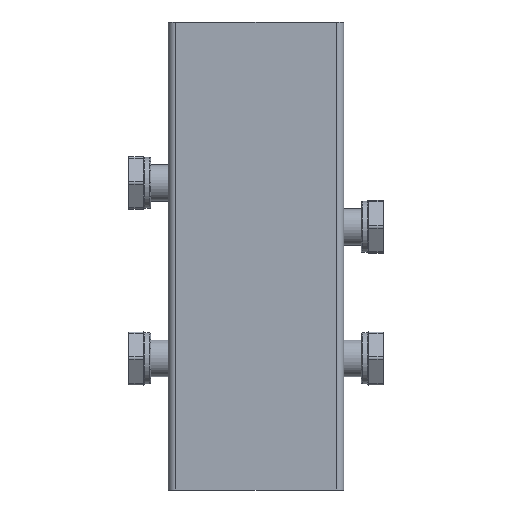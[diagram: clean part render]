
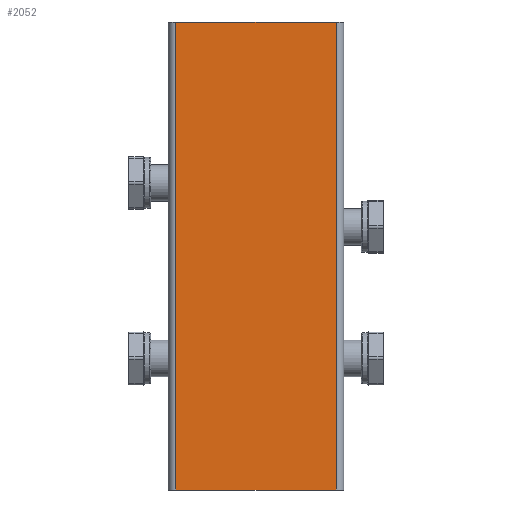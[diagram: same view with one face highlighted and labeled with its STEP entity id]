
A CAD part, left-side view. The second image highlights one B-rep face of the part: STEP entity #2052.
In plain terms, the highlighted face is planar.
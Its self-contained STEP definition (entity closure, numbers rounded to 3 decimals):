
#178=LINE('',#3439,#332);
#185=LINE('',#3457,#339);
#188=LINE('',#3463,#342);
#189=LINE('',#3465,#343);
#332=VECTOR('',#2772,110.);
#339=VECTOR('',#2791,110.);
#342=VECTOR('',#2800,320.);
#343=VECTOR('',#2803,320.);
#452=PLANE('',#2272);
#612=FACE_OUTER_BOUND('',#782,.T.);
#782=EDGE_LOOP('',(#1749,#1750,#1751,#1752));
#1054=VERTEX_POINT('',#3436);
#1055=VERTEX_POINT('',#3438);
#1059=VERTEX_POINT('',#3454);
#1060=VERTEX_POINT('',#3456);
#1288=EDGE_CURVE('',#1054,#1055,#178,.T.);
#1297=EDGE_CURVE('',#1059,#1060,#185,.T.);
#1301=EDGE_CURVE('',#1055,#1059,#188,.T.);
#1302=EDGE_CURVE('',#1054,#1060,#189,.T.);
#1749=ORIENTED_EDGE('',*,*,#1301,.F.);
#1750=ORIENTED_EDGE('',*,*,#1288,.F.);
#1751=ORIENTED_EDGE('',*,*,#1302,.T.);
#1752=ORIENTED_EDGE('',*,*,#1297,.F.);
#2052=ADVANCED_FACE('',(#612),#452,.T.);
#2272=AXIS2_PLACEMENT_3D('',#3464,#2801,#2802);
#2772=DIRECTION('',(1.,0.,0.));
#2791=DIRECTION('',(-1.,0.,0.));
#2800=DIRECTION('',(0.,0.,-1.));
#2801=DIRECTION('center_axis',(0.,-1.,0.));
#2802=DIRECTION('ref_axis',(1.,0.,0.));
#2803=DIRECTION('',(0.,0.,-1.));
#3436=CARTESIAN_POINT('',(-55.,-60.,160.));
#3438=CARTESIAN_POINT('',(55.,-60.,160.));
#3439=CARTESIAN_POINT('',(55.,-60.,160.));
#3454=CARTESIAN_POINT('',(55.,-60.,-160.));
#3456=CARTESIAN_POINT('',(-55.,-60.,-160.));
#3457=CARTESIAN_POINT('',(55.,-60.,-160.));
#3463=CARTESIAN_POINT('',(55.,-60.,0.));
#3464=CARTESIAN_POINT('Origin',(-55.,-60.,0.));
#3465=CARTESIAN_POINT('',(-55.,-60.,0.));
